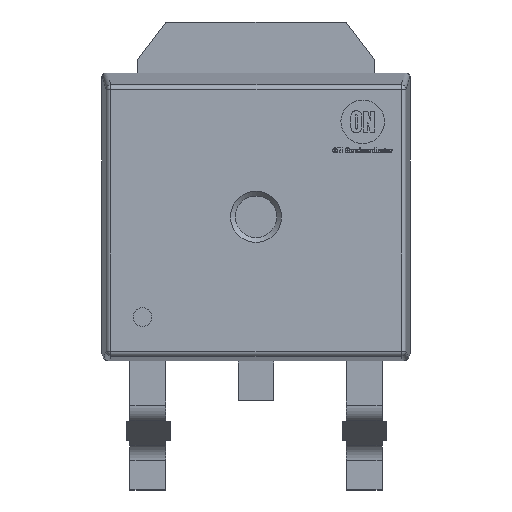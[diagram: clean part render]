
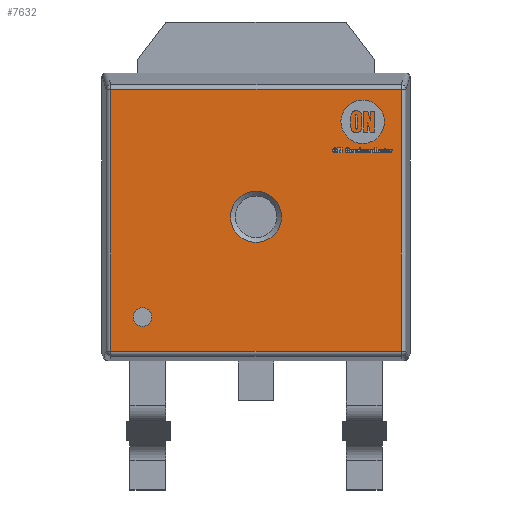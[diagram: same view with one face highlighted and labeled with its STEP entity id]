
A CAD part, top view. The second image highlights one B-rep face of the part: STEP entity #7632.
In plain terms, the highlighted planar face has unit normal (0, 0, 1).
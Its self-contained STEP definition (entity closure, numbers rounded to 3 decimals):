
#596=FACE_BOUND('',#1386,.T.);
#613=PLANE('',#8237);
#942=FACE_OUTER_BOUND('',#1385,.T.);
#1385=EDGE_LOOP('',(#5306,#5307,#5308,#5309));
#1386=EDGE_LOOP('',(#5310));
#1832=LINE('',#10103,#2554);
#1834=LINE('',#10111,#2556);
#1836=LINE('',#10119,#2558);
#1837=LINE('',#10123,#2559);
#2554=VECTOR('',#8606,10.);
#2556=VECTOR('',#8614,10.);
#2558=VECTOR('',#8622,10.);
#2559=VECTOR('',#8627,10.);
#3287=CIRCLE('',#8238,0.54);
#3311=VERTEX_POINT('',#10096);
#3314=VERTEX_POINT('',#10101);
#3317=VERTEX_POINT('',#10109);
#3320=VERTEX_POINT('',#10117);
#3333=VERTEX_POINT('',#10164);
#4090=EDGE_CURVE('',#3314,#3311,#1832,.T.);
#4094=EDGE_CURVE('',#3317,#3314,#1834,.T.);
#4098=EDGE_CURVE('',#3320,#3317,#1836,.T.);
#4100=EDGE_CURVE('',#3311,#3320,#1837,.T.);
#4121=EDGE_CURVE('',#3333,#3333,#3287,.T.);
#5306=ORIENTED_EDGE('',*,*,#4090,.F.);
#5307=ORIENTED_EDGE('',*,*,#4094,.F.);
#5308=ORIENTED_EDGE('',*,*,#4098,.F.);
#5309=ORIENTED_EDGE('',*,*,#4100,.F.);
#5310=ORIENTED_EDGE('',*,*,#4121,.T.);
#7632=ADVANCED_FACE('',(#942,#596),#613,.T.);
#8237=AXIS2_PLACEMENT_3D('',#10163,#8673,#8674);
#8238=AXIS2_PLACEMENT_3D('',#10165,#8675,#8676);
#8606=DIRECTION('',(1.,0.,0.));
#8614=DIRECTION('',(0.,1.,0.));
#8622=DIRECTION('',(-1.,0.,0.));
#8627=DIRECTION('',(0.,-1.,0.));
#8673=DIRECTION('center_axis',(0.,0.,1.));
#8674=DIRECTION('ref_axis',(1.,0.,0.));
#8675=DIRECTION('center_axis',(0.,0.,-1.));
#8676=DIRECTION('ref_axis',(-1.,0.,0.));
#10096=CARTESIAN_POINT('',(3.07,2.696,2.38));
#10101=CARTESIAN_POINT('',(-3.07,2.696,2.38));
#10103=CARTESIAN_POINT('',(0.817,2.696,2.38));
#10109=CARTESIAN_POINT('',(-3.07,-2.847,2.38));
#10111=CARTESIAN_POINT('',(-3.07,0.762,2.38));
#10117=CARTESIAN_POINT('',(3.07,-2.847,2.38));
#10119=CARTESIAN_POINT('',(-0.818,-2.847,2.38));
#10123=CARTESIAN_POINT('',(3.07,-0.762,2.38));
#10163=CARTESIAN_POINT('Origin',(0.,0.,2.38));
#10164=CARTESIAN_POINT('',(0.54,0.,2.38));
#10165=CARTESIAN_POINT('Origin',(0.,0.,2.38));
